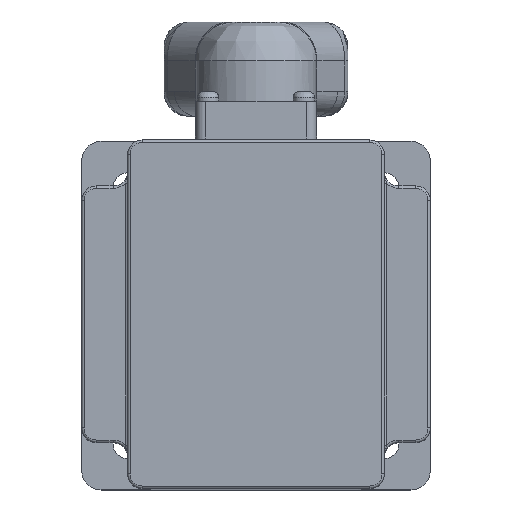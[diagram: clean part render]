
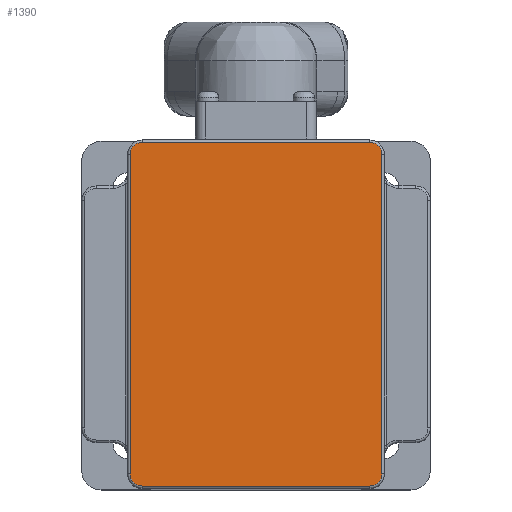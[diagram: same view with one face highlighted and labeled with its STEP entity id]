
A CAD part, top view. The second image highlights one B-rep face of the part: STEP entity #1390.
In plain terms, the highlighted face is planar.
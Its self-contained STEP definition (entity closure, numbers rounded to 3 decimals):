
#1010=CARTESIAN_POINT('',(26.,-33.,-146.488));
#1011=VERTEX_POINT('',#1010);
#1019=CARTESIAN_POINT('',(26.,33.,-146.488));
#1020=VERTEX_POINT('',#1019);
#1021=CARTESIAN_POINT('',(26.,-33.,-146.488));
#1022=DIRECTION('',(0.0,1.0,0.0));
#1023=VECTOR('',#1022,66.0);
#1024=LINE('',#1021,#1023);
#1025=EDGE_CURVE('',#1011,#1020,#1024,.T.);
#1052=CARTESIAN_POINT('',(23.5,35.5,-146.488));
#1053=VERTEX_POINT('',#1052);
#1071=CARTESIAN_POINT('',(23.5,33.,-146.488));
#1072=DIRECTION('',(0.,0.,1.0));
#1073=DIRECTION('',(0.707,0.707,0.));
#1074=AXIS2_PLACEMENT_3D('',#1071,#1072,#1073);
#1075=CIRCLE('',#1074,2.5);
#1076=EDGE_CURVE('',#1020,#1053,#1075,.T.);
#1086=CARTESIAN_POINT('',(-23.5,35.5,-146.488));
#1087=VERTEX_POINT('',#1086);
#1104=CARTESIAN_POINT('',(23.5,35.5,-146.488));
#1105=DIRECTION('',(-1.0,0.0,0.0));
#1106=VECTOR('',#1105,47.);
#1107=LINE('',#1104,#1106);
#1108=EDGE_CURVE('',#1053,#1087,#1107,.T.);
#1118=CARTESIAN_POINT('',(-26.,33.,-146.488));
#1119=VERTEX_POINT('',#1118);
#1135=CARTESIAN_POINT('',(-23.5,33.,-146.488));
#1136=DIRECTION('',(0.,0.,1.0));
#1137=DIRECTION('',(-0.707,0.707,0.));
#1138=AXIS2_PLACEMENT_3D('',#1135,#1136,#1137);
#1139=CIRCLE('',#1138,2.5);
#1140=EDGE_CURVE('',#1087,#1119,#1139,.T.);
#1150=CARTESIAN_POINT('',(-26.,-33.,-146.488));
#1151=VERTEX_POINT('',#1150);
#1170=CARTESIAN_POINT('',(-26.,33.,-146.488));
#1171=DIRECTION('',(0.0,-1.0,0.0));
#1172=VECTOR('',#1171,66.0);
#1173=LINE('',#1170,#1172);
#1174=EDGE_CURVE('',#1119,#1151,#1173,.T.);
#1184=CARTESIAN_POINT('',(-23.5,-35.5,-146.488));
#1185=VERTEX_POINT('',#1184);
#1203=CARTESIAN_POINT('',(-23.5,-33.,-146.488));
#1204=DIRECTION('',(0.,0.,1.0));
#1205=DIRECTION('',(-0.707,-0.707,0.));
#1206=AXIS2_PLACEMENT_3D('',#1203,#1204,#1205);
#1207=CIRCLE('',#1206,2.5);
#1208=EDGE_CURVE('',#1151,#1185,#1207,.T.);
#1218=CARTESIAN_POINT('',(23.5,-35.5,-146.488));
#1219=VERTEX_POINT('',#1218);
#1236=CARTESIAN_POINT('',(-23.5,-35.5,-146.488));
#1237=DIRECTION('',(1.0,0.0,0.0));
#1238=VECTOR('',#1237,47.);
#1239=LINE('',#1236,#1238);
#1240=EDGE_CURVE('',#1185,#1219,#1239,.T.);
#1259=CARTESIAN_POINT('',(23.5,-33.,-146.488));
#1260=DIRECTION('',(0.,0.,1.0));
#1261=DIRECTION('',(0.707,-0.707,0.));
#1262=AXIS2_PLACEMENT_3D('',#1259,#1260,#1261);
#1263=CIRCLE('',#1262,2.5);
#1264=EDGE_CURVE('',#1219,#1011,#1263,.T.);
#1375=CARTESIAN_POINT('',(0.,0.,-146.488));
#1376=DIRECTION('',(0.0,0.0,-1.0));
#1377=DIRECTION('',(0.0,-1.0,0.0));
#1378=AXIS2_PLACEMENT_3D('',#1375,#1376,#1377);
#1379=PLANE('',#1378);
#1380=ORIENTED_EDGE('',*,*,#1025,.F.);
#1381=ORIENTED_EDGE('',*,*,#1264,.F.);
#1382=ORIENTED_EDGE('',*,*,#1240,.F.);
#1383=ORIENTED_EDGE('',*,*,#1208,.F.);
#1384=ORIENTED_EDGE('',*,*,#1174,.F.);
#1385=ORIENTED_EDGE('',*,*,#1140,.F.);
#1386=ORIENTED_EDGE('',*,*,#1108,.F.);
#1387=ORIENTED_EDGE('',*,*,#1076,.F.);
#1388=EDGE_LOOP('',(#1380,#1381,#1382,#1383,#1384,#1385,#1386,#1387));
#1389=FACE_OUTER_BOUND('',#1388,.T.);
#1390=ADVANCED_FACE('',(#1389),#1379,.T.);
